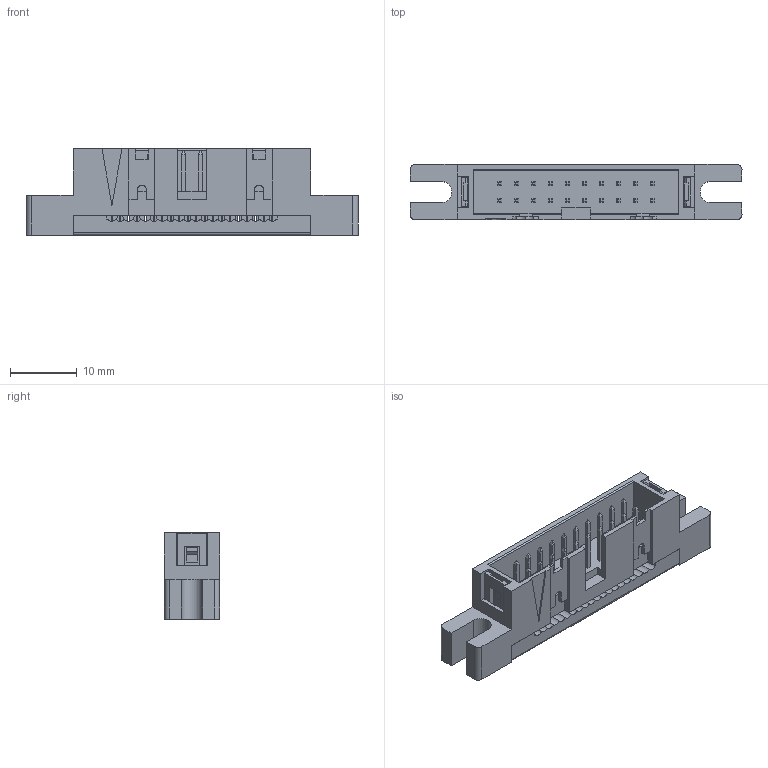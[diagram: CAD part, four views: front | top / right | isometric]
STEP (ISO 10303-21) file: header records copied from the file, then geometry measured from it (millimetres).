
FILE_DESCRIPTION( ('This file contains a STEP AP42 implementation' ,'as created by ZW3D STEP Interface translator.') ,'2;1' );
FILE_NAME( '3810-XXXXWGN01.stp' ,'231218. 84223', (''), ('ZWCAD Software Co.'), 'Version 1.0', 'ZW3D to STEP translator', '' );
FILE_SCHEMA(('AUTOMOTIVE_DESIGN { 1 0 10303 214 1 1 1 1 }'));
Length unit declared in the file: millimetre
Products named in the file (1): 0
Bounding box: 49.85 x 8.3 x 13 mm (x, y, z)
Volume: 2641.7 mm3; surface area: 4173 mm2
Topology: 1 solids, 1 shells, 1061 faces, 2880 edges, 1848 vertices
Faces by surface type: plane 911, cylinder 150
Entity records: 34031 total; most frequent: CARTESIAN_POINT 6054, ORIENTED_EDGE 5760, DIRECTION 5276, EDGE_CURVE 2880, VECTOR 2432, LINE 2432, VERTEX_POINT 1848, AXIS2_PLACEMENT_3D 1422
